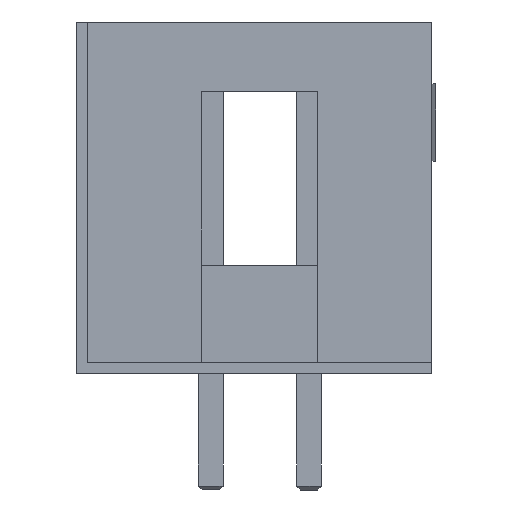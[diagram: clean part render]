
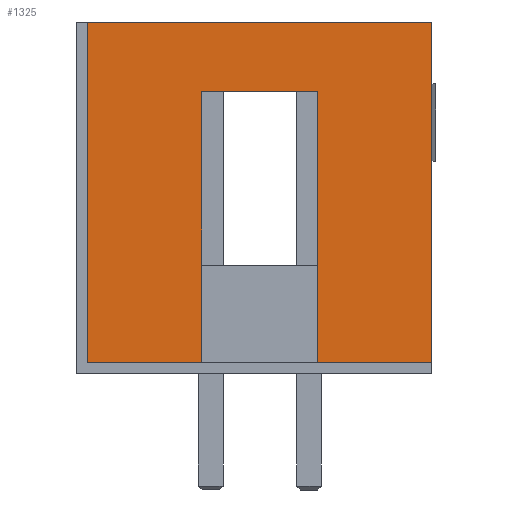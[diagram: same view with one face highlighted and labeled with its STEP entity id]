
A CAD part, left-side view. The second image highlights one B-rep face of the part: STEP entity #1325.
In plain terms, the highlighted planar face has unit normal (-1, 0, 0).
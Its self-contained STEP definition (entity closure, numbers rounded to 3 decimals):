
#356 = VERTEX_POINT ( 'NONE', #10456 ) ;
#367 = EDGE_CURVE ( 'NONE', #356, #368, #10480, .T. ) ;
#368 = VERTEX_POINT ( 'NONE', #10485 ) ;
#469 = VERTEX_POINT ( 'NONE', #10705 ) ;
#478 = EDGE_CURVE ( 'NONE', #480, #469, #10728, .T. ) ;
#480 = VERTEX_POINT ( 'NONE', #10729 ) ;
#1205 = VERTEX_POINT ( 'NONE', #11881 ) ;
#1215 = EDGE_CURVE ( 'NONE', #368, #1205, #11954, .T. ) ;
#1237 = EDGE_CURVE ( 'NONE', #1238, #469, #11981, .T. ) ;
#1238 = VERTEX_POINT ( 'NONE', #11978 ) ;
#1318 = EDGE_LOOP ( 'NONE', ( #1327, #1333, #1390, #1335, #1328, #1338, #1319, #1336 ) ) ;
#1319 = ORIENTED_EDGE ( 'NONE', *, *, #1337, .F. ) ;
#1320 = EDGE_CURVE ( 'NONE', #1375, #1205, #12090, .T. ) ;
#1325 = ADVANCED_FACE ( 'NONE', ( #12111 ), #12097, .T. ) ;
#1327 = ORIENTED_EDGE ( 'NONE', *, *, #1320, .T. ) ;
#1328 = ORIENTED_EDGE ( 'NONE', *, *, #478, .T. ) ;
#1333 = ORIENTED_EDGE ( 'NONE', *, *, #1215, .F. ) ;
#1334 = VERTEX_POINT ( 'NONE', #12085 ) ;
#1335 = ORIENTED_EDGE ( 'NONE', *, *, #1345, .T. ) ;
#1336 = ORIENTED_EDGE ( 'NONE', *, *, #1342, .F. ) ;
#1337 = EDGE_CURVE ( 'NONE', #1334, #1238, #12128, .T. ) ;
#1338 = ORIENTED_EDGE ( 'NONE', *, *, #1237, .F. ) ;
#1342 = EDGE_CURVE ( 'NONE', #1375, #1334, #12119, .T. ) ;
#1345 = EDGE_CURVE ( 'NONE', #356, #480, #12161, .T. ) ;
#1375 = VERTEX_POINT ( 'NONE', #12179 ) ;
#1390 = ORIENTED_EDGE ( 'NONE', *, *, #367, .F. ) ;
#10456 = CARTESIAN_POINT ( 'NONE',  ( -5.17, -3.18, 9.1 ) ) ;
#10471 = DIRECTION ( 'NONE',  ( 0., 0., -1. ) ) ;
#10472 = VECTOR ( 'NONE', #10471, 1000. ) ;
#10473 = CARTESIAN_POINT ( 'NONE',  ( -5.17, -3.18, 9.1 ) ) ;
#10480 = LINE ( 'NONE', #10473, #10472 ) ;
#10485 = CARTESIAN_POINT ( 'NONE',  ( -5.17, -3.18, 0.3 ) ) ;
#10705 = CARTESIAN_POINT ( 'NONE',  ( -5.17, 5.72, 0.3 ) ) ;
#10725 = DIRECTION ( 'NONE',  ( 0., 0., -1. ) ) ;
#10726 = VECTOR ( 'NONE', #10725, 1000. ) ;
#10727 = CARTESIAN_POINT ( 'NONE',  ( -5.17, 5.72, 9.1 ) ) ;
#10728 = LINE ( 'NONE', #10727, #10726 ) ;
#10729 = CARTESIAN_POINT ( 'NONE',  ( -5.17, 5.72, 9.1 ) ) ;
#11881 = CARTESIAN_POINT ( 'NONE',  ( -5.17, -0.23, 0.3 ) ) ;
#11954 = LINE ( 'NONE', #11963, #11962 ) ;
#11961 = DIRECTION ( 'NONE',  ( 0., 1., 0. ) ) ;
#11962 = VECTOR ( 'NONE', #11961, 1000. ) ;
#11963 = CARTESIAN_POINT ( 'NONE',  ( -5.17, -3.18, 0.3 ) ) ;
#11973 = DIRECTION ( 'NONE',  ( 0., 1., 0. ) ) ;
#11974 = VECTOR ( 'NONE', #11973, 1000. ) ;
#11975 = CARTESIAN_POINT ( 'NONE',  ( -5.17, -3.18, 0.3 ) ) ;
#11978 = CARTESIAN_POINT ( 'NONE',  ( -5.17, 2.77, 0.3 ) ) ;
#11981 = LINE ( 'NONE', #11975, #11974 ) ;
#12085 = CARTESIAN_POINT ( 'NONE',  ( -5.17, 2.77, 7.3 ) ) ;
#12087 = DIRECTION ( 'NONE',  ( 0., 0., -1. ) ) ;
#12088 = VECTOR ( 'NONE', #12087, 1000. ) ;
#12089 = CARTESIAN_POINT ( 'NONE',  ( -5.17, -0.23, 7.3 ) ) ;
#12090 = LINE ( 'NONE', #12089, #12088 ) ;
#12091 = AXIS2_PLACEMENT_3D ( 'NONE', #12135, #12134, #12133 ) ;
#12097 = PLANE ( 'NONE',  #12091 ) ;
#12111 = FACE_OUTER_BOUND ( 'NONE', #1318, .T. ) ;
#12116 = DIRECTION ( 'NONE',  ( 0., 1., 0. ) ) ;
#12117 = VECTOR ( 'NONE', #12116, 1000. ) ;
#12118 = CARTESIAN_POINT ( 'NONE',  ( -5.17, 0., 7.3 ) ) ;
#12119 = LINE ( 'NONE', #12118, #12117 ) ;
#12125 = DIRECTION ( 'NONE',  ( 0., 0., -1. ) ) ;
#12126 = VECTOR ( 'NONE', #12125, 1000. ) ;
#12127 = CARTESIAN_POINT ( 'NONE',  ( -5.17, 2.77, 7.3 ) ) ;
#12128 = LINE ( 'NONE', #12127, #12126 ) ;
#12133 = DIRECTION ( 'NONE',  ( 0., -1., 0. ) ) ;
#12134 = DIRECTION ( 'NONE',  ( -1., 0., 0. ) ) ;
#12135 = CARTESIAN_POINT ( 'NONE',  ( -5.17, -3.18, 9.1 ) ) ;
#12157 = DIRECTION ( 'NONE',  ( 0., 1., 0. ) ) ;
#12158 = VECTOR ( 'NONE', #12157, 1000. ) ;
#12159 = CARTESIAN_POINT ( 'NONE',  ( -5.17, -3.18, 9.1 ) ) ;
#12161 = LINE ( 'NONE', #12159, #12158 ) ;
#12179 = CARTESIAN_POINT ( 'NONE',  ( -5.17, -0.23, 7.3 ) ) ;
